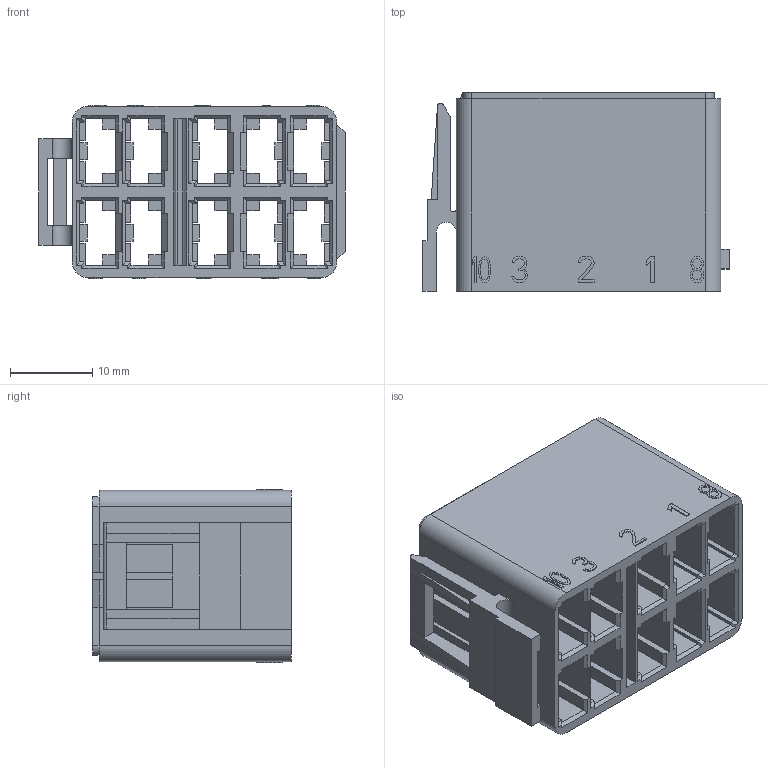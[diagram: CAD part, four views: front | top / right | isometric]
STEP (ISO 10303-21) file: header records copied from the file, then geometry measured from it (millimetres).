
FILE_DESCRIPTION((''),'2;1');
FILE_NAME('190-17500REF','2012-03-05T',('danboyden'),(''),'PRO/ENGINEER BY PARAMETRIC TECHNOLOGY CORPORATION, 2010280','PRO/ENGINEER BY PARAMETRIC TECHNOLOGY CORPORATION, 2010280','');
FILE_SCHEMA(('CONFIG_CONTROL_DESIGN'));
Length unit declared in the file: inch
Products named in the file (1): 190-17500REF
Bounding box: 37.24 x 24.13 x 21.08 mm (x, y, z)
Volume: 7393.7 mm3; surface area: 11073.5 mm2
Topology: 1 solids, 1 shells, 928 faces, 2587 edges, 1687 vertices
Faces by surface type: plane 911, cylinder 17
Entity records: 29089 total; most frequent: CARTESIAN_POINT 5202, ORIENTED_EDGE 5174, DIRECTION 4477, EDGE_CURVE 2587, VECTOR 2553, LINE 2553, VERTEX_POINT 1687, EDGE_LOOP 978
